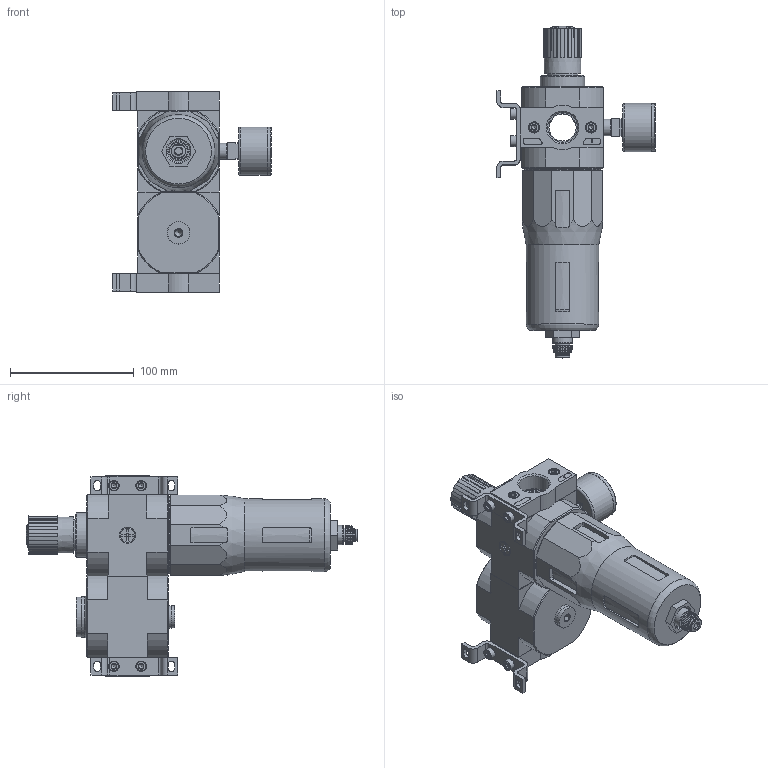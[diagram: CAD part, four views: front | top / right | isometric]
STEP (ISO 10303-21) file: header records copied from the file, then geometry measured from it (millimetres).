
FILE_DESCRIPTION(/* description */ ('STEP AP214'),/* implementation_level */ '2;1');
FILE_NAME(/* name */ '185718_LFR-3_4-D-MAXI-KA-A',/* time_stamp */ '2024-09-04T15:23:11+02:00',/* author */ ('License CC BY-ND 4.0'),/* organization */ ('CADENAS'),/* preprocessor_version */ 'ST-DEVELOPER v19.3',/* originating_system */ 'PARTsolutions',/* authorisation */ ' ');
FILE_SCHEMA (('AUTOMOTIVE_DESIGN {1 0 10303 214 3 1 1}'));
Length unit declared in the file: millimetre
Products named in the file (16): 185718 LFR-3/4-D-MAXI-KA-A; 380309 PBL-3/4-D-MAXI-L---(1) p1; DIN-912 - M5x20(F); 159593 HFOE-D-MIDI/MAXI-P1; DIN-912 - M5x10(F); 380311 PBL-3/4-D-MAXI-R---(0) p1; 124086 LFR-D-MAXI-A--(0); 8003639 PAGN-40-16-G14; 125696 LR/LFR-D-MAXI; 526489 MS4-LFR-V; 724701 FRM-...-D-MAXI; DIN-908 G3/4A; 531775 OK-3/4; DIN-908 G1/4A; 531772 OK-1/4; 234370 FRB-D-MAXI
Assembly tree (23 placements, depth 2):
  185718 LFR-3/4-D-MAXI-KA-A
    380309 PBL-3/4-D-MAXI-L---(1) p1
    DIN-912 - M5x20(F)  x4
    159593 HFOE-D-MIDI/MAXI-P1  x2
    DIN-912 - M5x10(F)  x4
    380311 PBL-3/4-D-MAXI-R---(0) p1
    124086 LFR-D-MAXI-A--(0)
    8003639 PAGN-40-16-G14
    125696 LR/LFR-D-MAXI
    526489 MS4-LFR-V
    724701 FRM-...-D-MAXI
    DIN-908 G3/4A
    531775 OK-3/4
    DIN-908 G1/4A
    531772 OK-1/4
    234370 FRB-D-MAXI  x2
Bounding box: 127.95 x 268.22 x 162 mm (x, y, z)
Volume: 984811.2 mm3; surface area: 148114.6 mm2
Topology: 23 solids, 24 shells, 990 faces, 2335 edges, 1463 vertices
Faces by surface type: plane 499, cylinder 234, cone 208, torus 44, sphere 5
Full cylindrical faces by diameter (mm): 2 x1, 3.7 x2, 4.134 x10, 4.2 x1, 5 x10, 5.3 x4, 6 x1, 7 x2, 7.9 x1, 8.5 x8, 8.7 x1, 9.5 x1, 11 x2, 11.4 x1, 11.445 x3, 11.6 x1, 11.8 x1, 13.157 x3, 13.3 x1, 14.7 x1, 15.8 x1, 18 x2, 18.3 x1, 22 x1, 22.7 x1, 23.3 x1, 24.117 x3, 24.9 x1, 26.441 x1, 26.7 x1
Entity records: 25793 total; most frequent: CARTESIAN_POINT 4539, DIRECTION 3732, ORIENTED_EDGE 3354, EDGE_CURVE 1677, AXIS2_PLACEMENT_3D 1472, VERTEX_POINT 1201, FACE_BOUND 1090, EDGE_LOOP 1077
